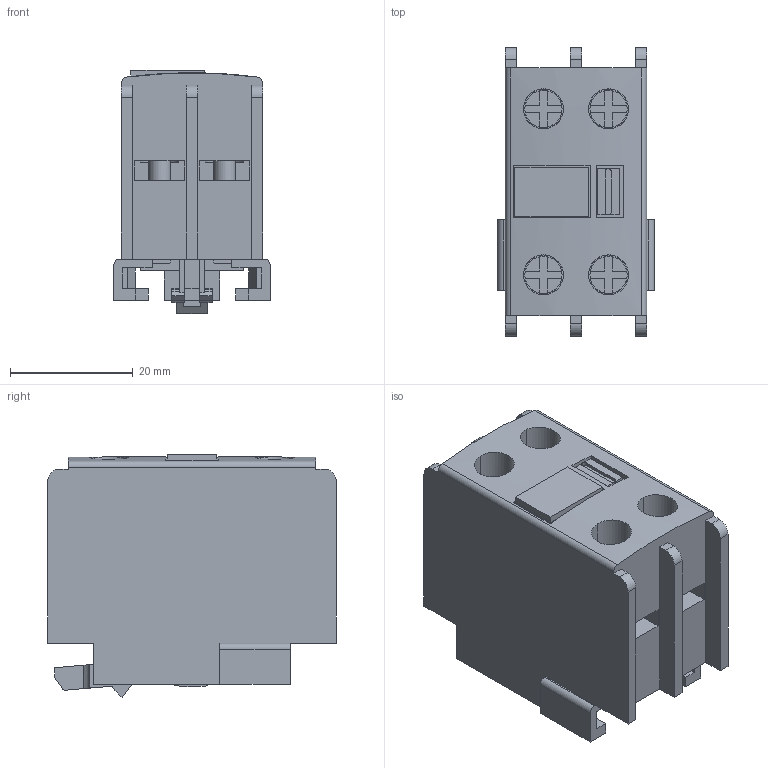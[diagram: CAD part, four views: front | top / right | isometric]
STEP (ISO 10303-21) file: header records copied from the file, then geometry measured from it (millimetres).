
FILE_DESCRIPTION((''),'2;1');
FILE_NAME('LADN11-3D_ASM','2021-09-17T11:46:53',('SESA540900'),('Schneider-Electric'),'CREO PARAMETRIC BY PTC INC, 2019471','CREO PARAMETRIC BY PTC INC, 2019471','');
FILE_SCHEMA(('AP242_MANAGED_MODEL_BASED_3D_ENGINEERING_MIM_LF { 1 0 10303 442 1 1 4 }'));
Length unit declared in the file: millimetre
Products named in the file (2): LADN11-3D-SIMPLIFIED; LADN11-3D_ASM
Assembly tree (1 placements, depth 2):
  LADN11-3D_ASM
    LADN11-3D-SIMPLIFIED
Bounding box: 25.5 x 47 x 39.56 mm (x, y, z)
Volume: 26577.4 mm3; surface area: 12870.4 mm2
Topology: 2 solids, 2 shells, 341 faces, 1080 edges, 747 vertices
Faces by surface type: plane 286, cylinder 50, extrusion 5
Entity records: 44391 total; most frequent: CARTESIAN_POINT 29159, ORIENTED_EDGE 1982, DIRECTION 1959, PRESENTATION_STYLE_ASSIGNMENT 1231, STYLED_ITEM 1099, CURVE_STYLE 1088, EDGE_CURVE 991, VECTOR 917
